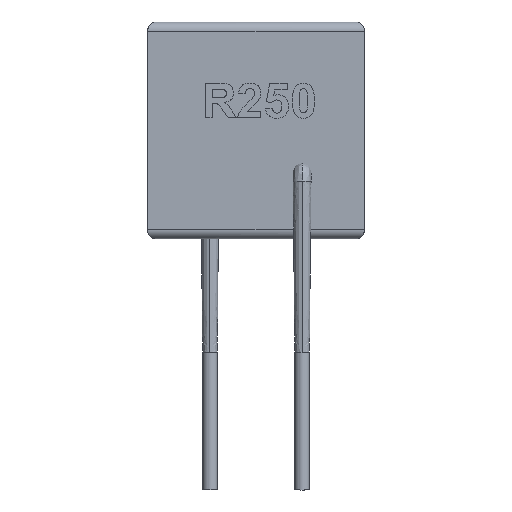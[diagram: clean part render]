
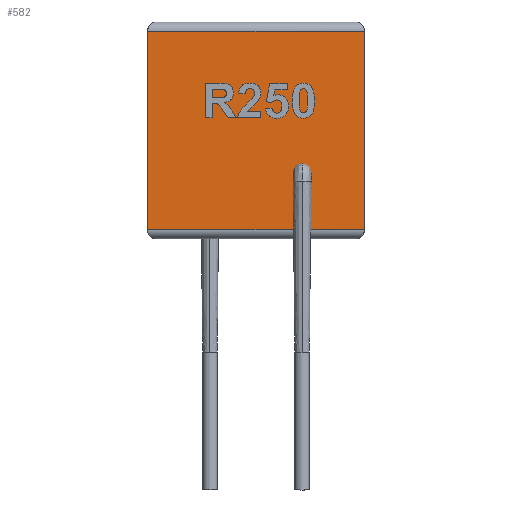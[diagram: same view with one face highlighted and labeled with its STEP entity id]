
A CAD part, front view. The second image highlights one B-rep face of the part: STEP entity #582.
In plain terms, the highlighted face is planar.
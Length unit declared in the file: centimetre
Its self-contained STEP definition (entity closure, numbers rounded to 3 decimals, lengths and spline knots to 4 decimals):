
#24 = AXIS2_PLACEMENT_3D ( 'NONE', #3081, #3165, #4970 ) ;
#249 = LINE ( 'NONE', #5797, #2584 ) ;
#516 = VECTOR ( 'NONE', #3602, 100. ) ;
#536 = VERTEX_POINT ( 'NONE', #4904 ) ;
#565 = ORIENTED_EDGE ( 'NONE', *, *, #2770, .F. ) ;
#582 = ADVANCED_FACE ( 'NONE', ( #1712 ), #5425, .T. ) ;
#821 = VERTEX_POINT ( 'NONE', #1816 ) ;
#1106 = EDGE_CURVE ( 'NONE', #821, #1348, #2104, .T. ) ;
#1348 = VERTEX_POINT ( 'NONE', #1414 ) ;
#1414 = CARTESIAN_POINT ( 'NONE',  ( 1.2, 1.15, 0.1 ) ) ;
#1464 = DIRECTION ( 'NONE',  ( -1., 0., 0. ) ) ;
#1470 = ORIENTED_EDGE ( 'NONE', *, *, #1106, .F. ) ;
#1645 = ORIENTED_EDGE ( 'NONE', *, *, #3928, .F. ) ;
#1712 = FACE_OUTER_BOUND ( 'NONE', #2856, .T. ) ;
#1816 = CARTESIAN_POINT ( 'NONE',  ( 0., 1.15, 0.1 ) ) ;
#1960 = LINE ( 'NONE', #3841, #5819 ) ;
#2104 = LINE ( 'NONE', #3477, #516 ) ;
#2344 = CARTESIAN_POINT ( 'NONE',  ( 1.2, 0.05, 0.1 ) ) ;
#2526 = DIRECTION ( 'NONE',  ( 0., 1., 0. ) ) ;
#2575 = VECTOR ( 'NONE', #5783, 100. ) ;
#2584 = VECTOR ( 'NONE', #2526, 100. ) ;
#2743 = EDGE_CURVE ( 'NONE', #4156, #536, #1960, .T. ) ;
#2770 = EDGE_CURVE ( 'NONE', #1348, #4156, #3912, .T. ) ;
#2856 = EDGE_LOOP ( 'NONE', ( #4571, #565, #1470, #1645 ) ) ;
#3081 = CARTESIAN_POINT ( 'NONE',  ( 0.6, 0.6, 0.1 ) ) ;
#3165 = DIRECTION ( 'NONE',  ( 0., 0., 1. ) ) ;
#3477 = CARTESIAN_POINT ( 'NONE',  ( -1.7393, 1.15, 0.1 ) ) ;
#3602 = DIRECTION ( 'NONE',  ( 1., 0., 0. ) ) ;
#3841 = CARTESIAN_POINT ( 'NONE',  ( -1.7393, 0.05, 0.1 ) ) ;
#3912 = LINE ( 'NONE', #4845, #2575 ) ;
#3928 = EDGE_CURVE ( 'NONE', #536, #821, #249, .T. ) ;
#4156 = VERTEX_POINT ( 'NONE', #2344 ) ;
#4571 = ORIENTED_EDGE ( 'NONE', *, *, #2743, .F. ) ;
#4845 = CARTESIAN_POINT ( 'NONE',  ( 1.2, 0.6, 0.1 ) ) ;
#4904 = CARTESIAN_POINT ( 'NONE',  ( 0., 0.05, 0.1 ) ) ;
#4970 = DIRECTION ( 'NONE',  ( 1., 0., 0. ) ) ;
#5425 = PLANE ( 'NONE',  #24 ) ;
#5783 = DIRECTION ( 'NONE',  ( 0., -1., 0. ) ) ;
#5797 = CARTESIAN_POINT ( 'NONE',  ( 0., 0.6, 0.1 ) ) ;
#5819 = VECTOR ( 'NONE', #1464, 100. ) ;
